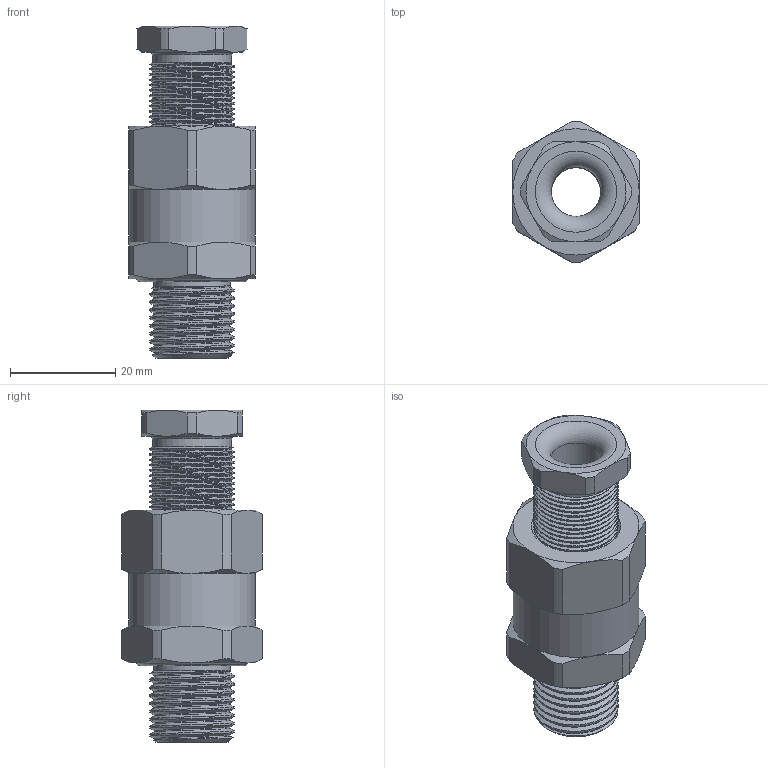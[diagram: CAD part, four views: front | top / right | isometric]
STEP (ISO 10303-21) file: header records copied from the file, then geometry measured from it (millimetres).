
FILE_DESCRIPTION(('HOOPS Exchange Step'),'2;1');
FILE_NAME('m16-b1-15mm-d620-conversion.step','2025-04-03T08:59:36+00:00',('root'),('Unknown organisation'),'HOOPS Exchange 2024.3','HOOPS Exchange','Unknown authorisation');
FILE_SCHEMA( ('AP242_MANAGED_MODEL_BASED_3D_ENGINEERING_MIM_LF {1 0 10303 442 1 1 4 }') );
Length unit declared in the file: millimetre
Products named in the file (2): Default; m16-b1-15mm-d620-step
Assembly tree (1 placements, depth 2):
  m16-b1-15mm-d620-step
    Default
Bounding box: 24 x 26.71 x 63.01 mm (x, y, z)
Volume: 16162.4 mm3; surface area: 11977.3 mm2
Topology: 5 solids, 5 shells, 492 faces, 1307 edges, 858 vertices
Faces by surface type: plane 175, extrusion 137, cylinder 121, cone 47, bspline 6, torus 6
Full cylindrical faces by diameter (mm): 9.3 x2, 9.4 x1, 9.5 x1, 14.5 x9, 14.6 x1, 14.8 x2, 15 x35, 16 x41, 17.823 x1, 24 x1
Entity records: 73235 total; most frequent: CARTESIAN_POINT 61834, ORIENTED_EDGE 2614, DIRECTION 1789, EDGE_CURVE 1307, VERTEX_POINT 858, VECTOR 763, LINE 626, EDGE_LOOP 535
